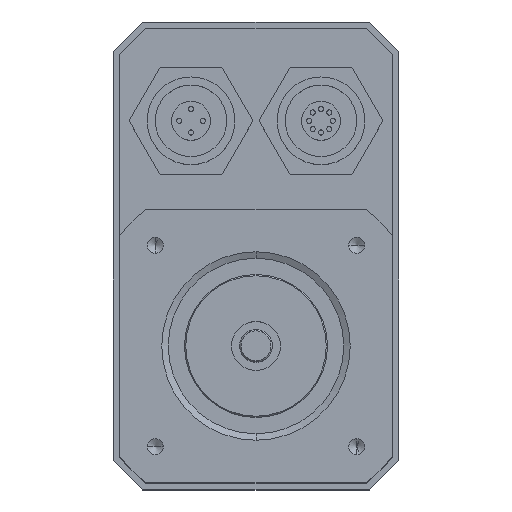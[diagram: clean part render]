
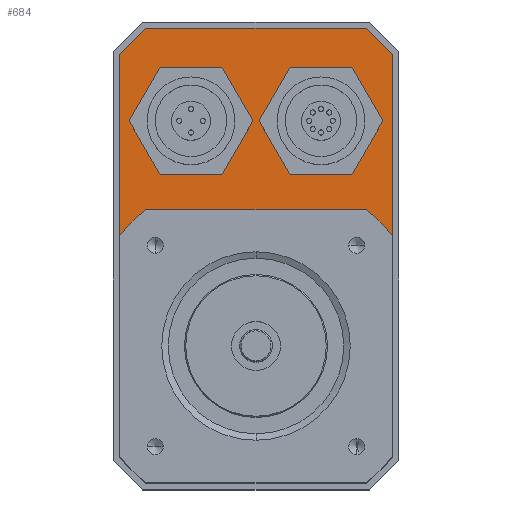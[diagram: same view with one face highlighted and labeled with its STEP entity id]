
A CAD part, top view. The second image highlights one B-rep face of the part: STEP entity #684.
In plain terms, the highlighted planar face has unit normal (0, 0, 1).
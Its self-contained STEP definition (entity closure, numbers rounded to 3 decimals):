
#92 = DIRECTION ( 'NONE',  ( 0., 1., 0. ) ) ;
#203 = LINE ( 'NONE', #10400, #8480 ) ;
#343 = CARTESIAN_POINT ( 'NONE',  ( 21., 30.996, 21.5 ) ) ;
#397 = LINE ( 'NONE', #5965, #2262 ) ;
#572 = EDGE_CURVE ( 'NONE', #8334, #9814, #1689, .T. ) ;
#605 = VECTOR ( 'NONE', #5164, 1000. ) ;
#684 = ADVANCED_FACE ( 'NONE', ( #8979 ), #6192, .T. ) ;
#697 = EDGE_CURVE ( 'NONE', #7235, #8334, #2792, .T. ) ;
#735 = EDGE_CURVE ( 'NONE', #2576, #2118, #203, .T. ) ;
#1081 = CARTESIAN_POINT ( 'NONE',  ( 21., -30.996, 21.5 ) ) ;
#1154 = LINE ( 'NONE', #8521, #7586 ) ;
#1307 = DIRECTION ( 'NONE',  ( 0., -1., 0. ) ) ;
#1553 = CARTESIAN_POINT ( 'NONE',  ( -16.996, -35., 21.5 ) ) ;
#1689 = LINE ( 'NONE', #10433, #7866 ) ;
#2118 = VERTEX_POINT ( 'NONE', #6612 ) ;
#2199 = LINE ( 'NONE', #6366, #9513 ) ;
#2262 = VECTOR ( 'NONE', #6781, 1000. ) ;
#2511 = VERTEX_POINT ( 'NONE', #6244 ) ;
#2576 = VERTEX_POINT ( 'NONE', #3882 ) ;
#2792 = LINE ( 'NONE', #2979, #4708 ) ;
#2925 = VECTOR ( 'NONE', #3162, 1000. ) ;
#2979 = CARTESIAN_POINT ( 'NONE',  ( 16.996, -35., 21.5 ) ) ;
#3162 = DIRECTION ( 'NONE',  ( 1., 0., 0. ) ) ;
#3771 = DIRECTION ( 'NONE',  ( 0.707, 0.707, 0. ) ) ;
#3872 = DIRECTION ( 'NONE',  ( 0., 0., 1. ) ) ;
#3882 = CARTESIAN_POINT ( 'NONE',  ( -16.996, 35., 21.5 ) ) ;
#4368 = CARTESIAN_POINT ( 'NONE',  ( 16.996, 35., 21.5 ) ) ;
#4708 = VECTOR ( 'NONE', #3771, 1000. ) ;
#4731 = DIRECTION ( 'NONE',  ( 0.707, -0.707, 0. ) ) ;
#4846 = ORIENTED_EDGE ( 'NONE', *, *, #7141, .T. ) ;
#5033 = AXIS2_PLACEMENT_3D ( 'NONE', #7792, #3872, #8627 ) ;
#5057 = VERTEX_POINT ( 'NONE', #6307 ) ;
#5164 = DIRECTION ( 'NONE',  ( -1., 0., 0. ) ) ;
#5365 = CARTESIAN_POINT ( 'NONE',  ( -16.996, -35., 21.5 ) ) ;
#5663 = EDGE_LOOP ( 'NONE', ( #8357, #4846, #6797, #6133, #6353, #9673, #6630, #7466 ) ) ;
#5965 = CARTESIAN_POINT ( 'NONE',  ( 21., 30.996, 21.5 ) ) ;
#6133 = ORIENTED_EDGE ( 'NONE', *, *, #735, .T. ) ;
#6192 = PLANE ( 'NONE',  #5033 ) ;
#6244 = CARTESIAN_POINT ( 'NONE',  ( 16.996, 35., 21.5 ) ) ;
#6307 = CARTESIAN_POINT ( 'NONE',  ( -21., -30.996, 21.5 ) ) ;
#6353 = ORIENTED_EDGE ( 'NONE', *, *, #6464, .T. ) ;
#6366 = CARTESIAN_POINT ( 'NONE',  ( -21., -30.996, 21.5 ) ) ;
#6464 = EDGE_CURVE ( 'NONE', #2118, #5057, #1154, .T. ) ;
#6612 = CARTESIAN_POINT ( 'NONE',  ( -21., 30.996, 21.5 ) ) ;
#6630 = ORIENTED_EDGE ( 'NONE', *, *, #10148, .T. ) ;
#6781 = DIRECTION ( 'NONE',  ( -0.707, 0.707, 0. ) ) ;
#6797 = ORIENTED_EDGE ( 'NONE', *, *, #7446, .T. ) ;
#7084 = DIRECTION ( 'NONE',  ( -0.707, -0.707, 0. ) ) ;
#7141 = EDGE_CURVE ( 'NONE', #9814, #2511, #397, .T. ) ;
#7235 = VERTEX_POINT ( 'NONE', #7697 ) ;
#7446 = EDGE_CURVE ( 'NONE', #2511, #2576, #9142, .T. ) ;
#7466 = ORIENTED_EDGE ( 'NONE', *, *, #697, .T. ) ;
#7586 = VECTOR ( 'NONE', #1307, 1000. ) ;
#7697 = CARTESIAN_POINT ( 'NONE',  ( 16.996, -35., 21.5 ) ) ;
#7792 = CARTESIAN_POINT ( 'NONE',  ( 0., 0., 21.5 ) ) ;
#7866 = VECTOR ( 'NONE', #92, 1000. ) ;
#8090 = VERTEX_POINT ( 'NONE', #5365 ) ;
#8197 = EDGE_CURVE ( 'NONE', #5057, #8090, #2199, .T. ) ;
#8334 = VERTEX_POINT ( 'NONE', #1081 ) ;
#8357 = ORIENTED_EDGE ( 'NONE', *, *, #572, .T. ) ;
#8480 = VECTOR ( 'NONE', #7084, 1000. ) ;
#8521 = CARTESIAN_POINT ( 'NONE',  ( -21., 30.996, 21.5 ) ) ;
#8627 = DIRECTION ( 'NONE',  ( 1., 0., 0. ) ) ;
#8979 = FACE_OUTER_BOUND ( 'NONE', #5663, .T. ) ;
#9142 = LINE ( 'NONE', #4368, #605 ) ;
#9513 = VECTOR ( 'NONE', #4731, 1000. ) ;
#9626 = LINE ( 'NONE', #1553, #2925 ) ;
#9673 = ORIENTED_EDGE ( 'NONE', *, *, #8197, .T. ) ;
#9814 = VERTEX_POINT ( 'NONE', #343 ) ;
#10148 = EDGE_CURVE ( 'NONE', #8090, #7235, #9626, .T. ) ;
#10400 = CARTESIAN_POINT ( 'NONE',  ( -16.996, 35., 21.5 ) ) ;
#10433 = CARTESIAN_POINT ( 'NONE',  ( 21., -30.996, 21.5 ) ) ;
